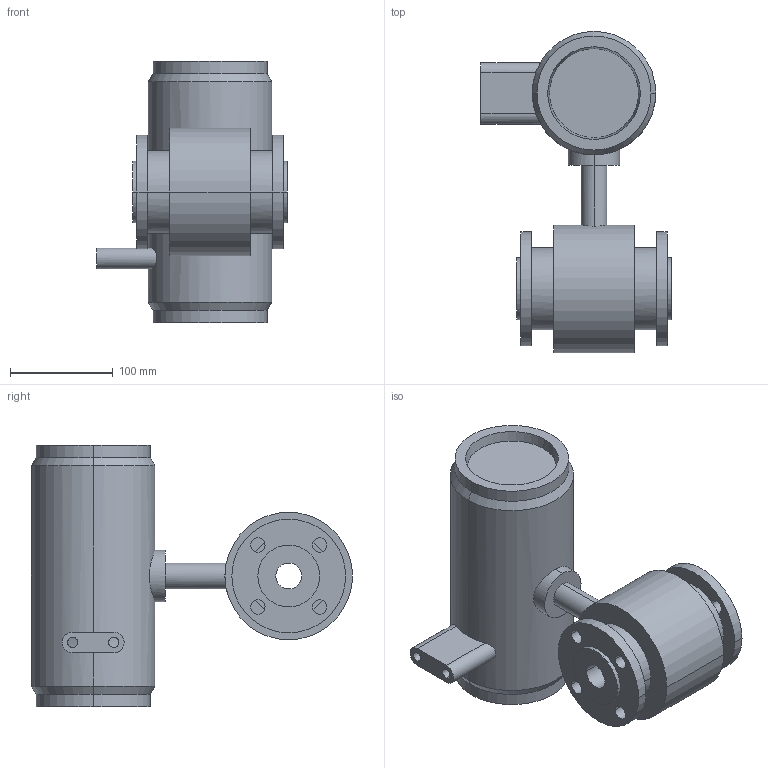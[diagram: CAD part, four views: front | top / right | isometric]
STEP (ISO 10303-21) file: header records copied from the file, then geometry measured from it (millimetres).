
FILE_DESCRIPTION (( 'STEP AP214' ), '1' );
FILE_NAME ('FM200-DN25-F.STEP', '2023-03-21T03:13:14', ( '' ), ( '' ), 'SwSTEP 2.0', 'SolidWorks 2018', '' );
FILE_SCHEMA (( 'AUTOMOTIVE_DESIGN' ));
Length unit declared in the file: millimetre
Products named in the file (1): FM200-DN25-F
Bounding box: 185 x 312 x 254 mm (x, y, z)
Volume: 4088917.3 mm3; surface area: 240970.8 mm2
Topology: 1 solids, 1 shells, 82 faces, 204 edges, 128 vertices
Faces by surface type: cylinder 50, plane 24, cone 8
Entity records: 2994 total; most frequent: CARTESIAN_POINT 877, DIRECTION 488, ORIENTED_EDGE 408, AXIS2_PLACEMENT_3D 213, EDGE_CURVE 204, CIRCLE 130, VERTEX_POINT 128, EDGE_LOOP 104
